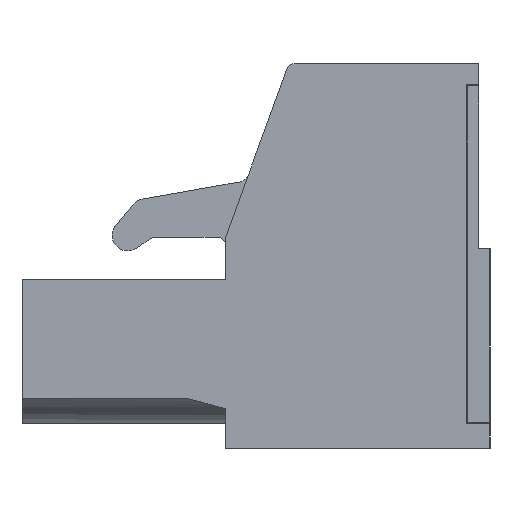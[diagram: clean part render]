
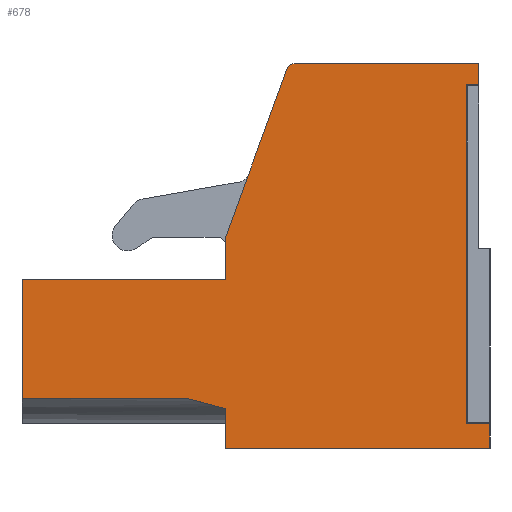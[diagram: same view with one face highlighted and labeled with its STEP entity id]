
A CAD part, front view. The second image highlights one B-rep face of the part: STEP entity #678.
In plain terms, the highlighted planar face has unit normal (0, -1, 0).
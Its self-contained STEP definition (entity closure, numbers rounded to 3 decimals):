
#678 = ADVANCED_FACE( '', ( #1397 ), #1398, .T. );
#1397 = FACE_OUTER_BOUND( '', #2130, .T. );
#1398 = PLANE( '', #2131 );
#2130 = EDGE_LOOP( '', ( #4068, #4069, #4070, #4071, #4072, #4073, #4074, #4075, #4076, #4077, #4078, #4079, #4080, #4081, #4082 ) );
#2131 = AXIS2_PLACEMENT_3D( '', #4083, #4084, #4085 );
#4068 = ORIENTED_EDGE( '', *, *, #4441, .T. );
#4069 = ORIENTED_EDGE( '', *, *, #4963, .F. );
#4070 = ORIENTED_EDGE( '', *, *, #4820, .F. );
#4071 = ORIENTED_EDGE( '', *, *, #4964, .F. );
#4072 = ORIENTED_EDGE( '', *, *, #4616, .T. );
#4073 = ORIENTED_EDGE( '', *, *, #4702, .F. );
#4074 = ORIENTED_EDGE( '', *, *, #4956, .F. );
#4075 = ORIENTED_EDGE( '', *, *, #4313, .T. );
#4076 = ORIENTED_EDGE( '', *, *, #4359, .T. );
#4077 = ORIENTED_EDGE( '', *, *, #4715, .T. );
#4078 = ORIENTED_EDGE( '', *, *, #4426, .T. );
#4079 = ORIENTED_EDGE( '', *, *, #4522, .F. );
#4080 = ORIENTED_EDGE( '', *, *, #4580, .F. );
#4081 = ORIENTED_EDGE( '', *, *, #4943, .F. );
#4082 = ORIENTED_EDGE( '', *, *, #4612, .F. );
#4083 = CARTESIAN_POINT( '', ( 2.426, -15.476, 1.1 ) );
#4084 = DIRECTION( '', ( 0., -1., 0. ) );
#4085 = DIRECTION( '', ( -1., 0., 0. ) );
#4313 = EDGE_CURVE( '', #5176, #5177, #5178, .T. );
#4359 = EDGE_CURVE( '', #5177, #5262, #5264, .T. );
#4426 = EDGE_CURVE( '', #5381, #5382, #5383, .T. );
#4441 = EDGE_CURVE( '', #5408, #5406, #5409, .T. );
#4522 = EDGE_CURVE( '', #5528, #5382, #5530, .T. );
#4580 = EDGE_CURVE( '', #5612, #5528, #5614, .T. );
#4612 = EDGE_CURVE( '', #5408, #5655, #5660, .T. );
#4616 = EDGE_CURVE( '', #5662, #5664, #5666, .T. );
#4702 = EDGE_CURVE( '', #5787, #5664, #5789, .T. );
#4715 = EDGE_CURVE( '', #5262, #5381, #5805, .T. );
#4820 = EDGE_CURVE( '', #5943, #5941, #5945, .T. );
#4943 = EDGE_CURVE( '', #5655, #5612, #6089, .T. );
#4956 = EDGE_CURVE( '', #5176, #5787, #6104, .T. );
#4963 = EDGE_CURVE( '', #5941, #5406, #6111, .T. );
#4964 = EDGE_CURVE( '', #5662, #5943, #6112, .T. );
#5176 = VERTEX_POINT( '', #6393 );
#5177 = VERTEX_POINT( '', #6394 );
#5178 = LINE( '', #6395, #6396 );
#5262 = VERTEX_POINT( '', #6511 );
#5264 = LINE( '', #6514, #6515 );
#5381 = VERTEX_POINT( '', #6684 );
#5382 = VERTEX_POINT( '', #6685 );
#5383 = LINE( '', #6686, #6687 );
#5406 = VERTEX_POINT( '', #6720 );
#5408 = VERTEX_POINT( '', #6723 );
#5409 = LINE( '', #6724, #6725 );
#5528 = VERTEX_POINT( '', #6896 );
#5530 = LINE( '', #6899, #6900 );
#5612 = VERTEX_POINT( '', #7014 );
#5614 = LINE( '', #7017, #7018 );
#5655 = VERTEX_POINT( '', #7073 );
#5660 = LINE( '', #7081, #7082 );
#5662 = VERTEX_POINT( '', #7084 );
#5664 = VERTEX_POINT( '', #7087 );
#5666 = CIRCLE( '', #7090, 0.3 );
#5787 = VERTEX_POINT( '', #7259 );
#5789 = LINE( '', #7262, #7263 );
#5805 = LINE( '', #7284, #7285 );
#5941 = VERTEX_POINT( '', #7475 );
#5943 = VERTEX_POINT( '', #7478 );
#5945 = LINE( '', #7481, #7482 );
#6089 = LINE( '', #7676, #7677 );
#6104 = LINE( '', #7694, #7695 );
#6111 = LINE( '', #7702, #7703 );
#6112 = LINE( '', #7704, #7705 );
#6393 = CARTESIAN_POINT( '', ( -7.724, -15.476, -6.7 ) );
#6394 = CARTESIAN_POINT( '', ( -15.924, -15.476, -6.7 ) );
#6395 = CARTESIAN_POINT( '', ( -16.024, -15.476, -6.7 ) );
#6396 = VECTOR( '', #7851, 1000. );
#6511 = CARTESIAN_POINT( '', ( -15.924, -15.476, -11.5 ) );
#6514 = CARTESIAN_POINT( '', ( -15.924, -15.476, -11.5 ) );
#6515 = VECTOR( '', #7914, 1000. );
#6684 = CARTESIAN_POINT( '', ( -9.217, -15.476, -11.5 ) );
#6685 = CARTESIAN_POINT( '', ( -7.724, -15.476, -11.9 ) );
#6686 = CARTESIAN_POINT( '', ( -7.724, -15.476, -11.9 ) );
#6687 = VECTOR( '', #7982, 1000. );
#6720 = CARTESIAN_POINT( '', ( 1.976, -15.476, 1.15 ) );
#6723 = CARTESIAN_POINT( '', ( 1.976, -15.476, -12.5 ) );
#6724 = CARTESIAN_POINT( '', ( 1.976, -15.476, -5.3 ) );
#6725 = VECTOR( '', #7997, 1000. );
#6896 = CARTESIAN_POINT( '', ( -7.724, -15.476, -13.5 ) );
#6899 = CARTESIAN_POINT( '', ( -7.724, -15.476, -11.9 ) );
#6900 = VECTOR( '', #8084, 1000. );
#7014 = CARTESIAN_POINT( '', ( 2.926, -15.476, -13.5 ) );
#7017 = CARTESIAN_POINT( '', ( -7.724, -15.476, -13.5 ) );
#7018 = VECTOR( '', #8142, 1000. );
#7073 = CARTESIAN_POINT( '', ( 2.926, -15.476, -12.5 ) );
#7081 = CARTESIAN_POINT( '', ( 3.126, -15.476, -12.5 ) );
#7082 = VECTOR( '', #8175, 1000. );
#7084 = CARTESIAN_POINT( '', ( -4.966, -15.476, 2. ) );
#7087 = CARTESIAN_POINT( '', ( -5.248, -15.476, 1.803 ) );
#7090 = AXIS2_PLACEMENT_3D( '', #8178, #8179, #8180 );
#7259 = CARTESIAN_POINT( '', ( -7.724, -15.476, -5. ) );
#7262 = CARTESIAN_POINT( '', ( -7.856, -15.476, -5.361 ) );
#7263 = VECTOR( '', #8263, 1000. );
#7284 = CARTESIAN_POINT( '', ( -9.217, -15.476, -11.5 ) );
#7285 = VECTOR( '', #8275, 1000. );
#7475 = CARTESIAN_POINT( '', ( 2.476, -15.476, 1.15 ) );
#7478 = CARTESIAN_POINT( '', ( 2.476, -15.476, 2. ) );
#7481 = CARTESIAN_POINT( '', ( 2.476, -15.476, 0.84 ) );
#7482 = VECTOR( '', #8371, 1000. );
#7676 = CARTESIAN_POINT( '', ( 2.926, -15.476, -13.5 ) );
#7677 = VECTOR( '', #8470, 1000. );
#7694 = CARTESIAN_POINT( '', ( -7.724, -15.476, -11.9 ) );
#7695 = VECTOR( '', #8482, 1000. );
#7702 = CARTESIAN_POINT( '', ( 1.926, -15.476, 1.15 ) );
#7703 = VECTOR( '', #8483, 1000. );
#7704 = CARTESIAN_POINT( '', ( 2.626, -15.476, 2. ) );
#7705 = VECTOR( '', #8484, 1000. );
#7851 = DIRECTION( '', ( -1., 0., 0. ) );
#7914 = DIRECTION( '', ( 0., 0., -1. ) );
#7982 = DIRECTION( '', ( 0.966, 0., -0.259 ) );
#7997 = DIRECTION( '', ( 0., 0., 1. ) );
#8084 = DIRECTION( '', ( 0., 0., 1. ) );
#8142 = DIRECTION( '', ( -1., 0., 0. ) );
#8175 = DIRECTION( '', ( 1., 0., 0. ) );
#8178 = CARTESIAN_POINT( '', ( -4.966, -15.476, 1.7 ) );
#8179 = DIRECTION( '', ( 0., -1., 0. ) );
#8180 = DIRECTION( '', ( 1., 0., 0. ) );
#8263 = DIRECTION( '', ( 0.342, 0., 0.94 ) );
#8275 = DIRECTION( '', ( 1., 0., 0. ) );
#8371 = DIRECTION( '', ( 0., 0., -1. ) );
#8470 = DIRECTION( '', ( 0., 0., -1. ) );
#8482 = DIRECTION( '', ( 0., 0., 1. ) );
#8483 = DIRECTION( '', ( -1., 0., 0. ) );
#8484 = DIRECTION( '', ( 1., 0., 0. ) );
